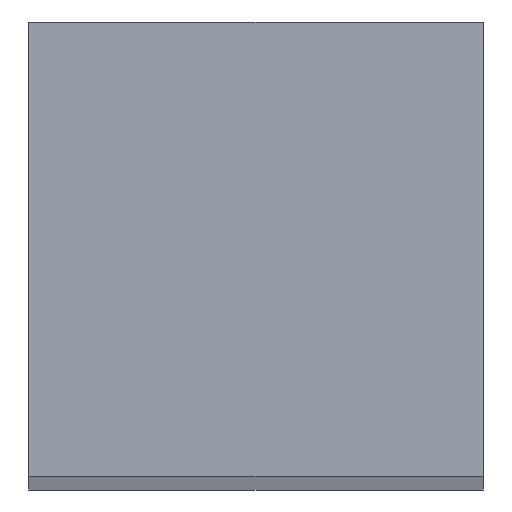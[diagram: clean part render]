
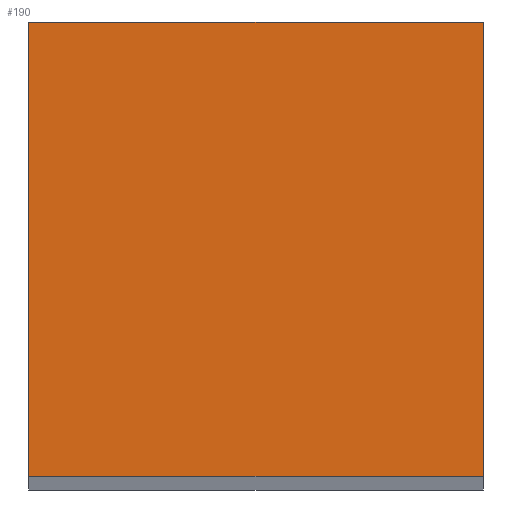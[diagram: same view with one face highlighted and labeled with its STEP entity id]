
A CAD part, top view. The second image highlights one B-rep face of the part: STEP entity #190.
In plain terms, the highlighted planar face has unit normal (0, 0, 1).
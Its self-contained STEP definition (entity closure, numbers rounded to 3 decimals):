
#5 = VECTOR ( 'NONE', #47, 1000. ) ;
#27 = PLANE ( 'NONE',  #280 ) ;
#42 = ORIENTED_EDGE ( 'NONE', *, *, #215, .T. ) ;
#46 = VECTOR ( 'NONE', #260, 1000. ) ;
#47 = DIRECTION ( 'NONE',  ( 0., -1., 0. ) ) ;
#60 = DIRECTION ( 'NONE',  ( 0., 0., 1. ) ) ;
#104 = EDGE_CURVE ( 'NONE', #445, #235, #424, .T. ) ;
#118 = LINE ( 'NONE', #362, #46 ) ;
#122 = DIRECTION ( 'NONE',  ( -1., 0., 0. ) ) ;
#124 = EDGE_CURVE ( 'NONE', #240, #272, #118, .T. ) ;
#130 = VECTOR ( 'NONE', #160, 1000. ) ;
#132 = CARTESIAN_POINT ( 'NONE',  ( -115., 230., 4000. ) ) ;
#160 = DIRECTION ( 'NONE',  ( 1., 0., 0. ) ) ;
#190 = ADVANCED_FACE ( 'NONE', ( #191 ), #27, .T. ) ;
#191 = FACE_OUTER_BOUND ( 'NONE', #220, .T. ) ;
#197 = CARTESIAN_POINT ( 'NONE',  ( 0., 0., 4000. ) ) ;
#215 = EDGE_CURVE ( 'NONE', #235, #240, #233, .T. ) ;
#220 = EDGE_LOOP ( 'NONE', ( #281, #42, #405, #330 ) ) ;
#232 = CARTESIAN_POINT ( 'NONE',  ( -115., 0., 4000. ) ) ;
#233 = LINE ( 'NONE', #406, #130 ) ;
#235 = VERTEX_POINT ( 'NONE', #232 ) ;
#240 = VERTEX_POINT ( 'NONE', #309 ) ;
#243 = EDGE_CURVE ( 'NONE', #272, #445, #284, .T. ) ;
#260 = DIRECTION ( 'NONE',  ( 0., 1., 0. ) ) ;
#265 = CARTESIAN_POINT ( 'NONE',  ( 115., 230., 4000. ) ) ;
#272 = VERTEX_POINT ( 'NONE', #265 ) ;
#280 = AXIS2_PLACEMENT_3D ( 'NONE', #197, #60, #375 ) ;
#281 = ORIENTED_EDGE ( 'NONE', *, *, #104, .T. ) ;
#284 = LINE ( 'NONE', #306, #305 ) ;
#304 = CARTESIAN_POINT ( 'NONE',  ( -115., 230., 4000. ) ) ;
#305 = VECTOR ( 'NONE', #122, 1000. ) ;
#306 = CARTESIAN_POINT ( 'NONE',  ( -115., 230., 4000. ) ) ;
#309 = CARTESIAN_POINT ( 'NONE',  ( 115., 0., 4000. ) ) ;
#330 = ORIENTED_EDGE ( 'NONE', *, *, #243, .T. ) ;
#362 = CARTESIAN_POINT ( 'NONE',  ( 115., 230., 4000. ) ) ;
#375 = DIRECTION ( 'NONE',  ( 1., 0., 0. ) ) ;
#405 = ORIENTED_EDGE ( 'NONE', *, *, #124, .T. ) ;
#406 = CARTESIAN_POINT ( 'NONE',  ( -115., 0., 4000. ) ) ;
#424 = LINE ( 'NONE', #304, #5 ) ;
#445 = VERTEX_POINT ( 'NONE', #132 ) ;
